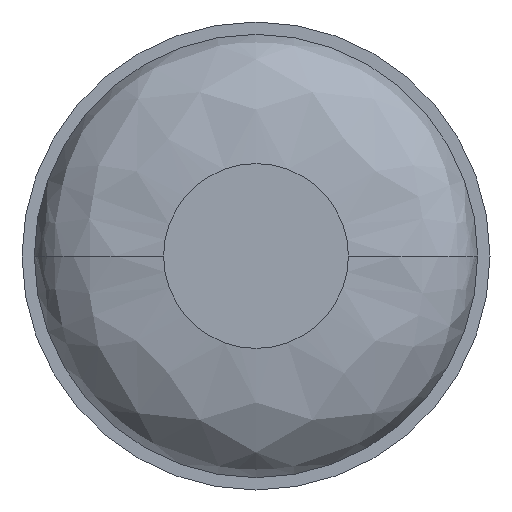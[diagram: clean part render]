
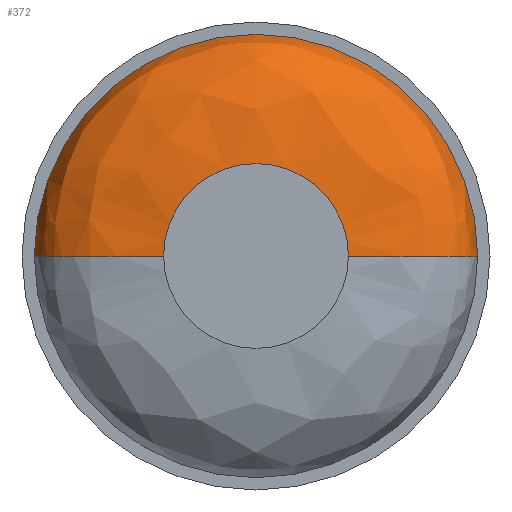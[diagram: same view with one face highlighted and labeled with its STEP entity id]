
A CAD part, left-side view. The second image highlights one B-rep face of the part: STEP entity #372.
In plain terms, the highlighted free-form (B-spline) face has degree [3, 3] with [4, 4] control points.
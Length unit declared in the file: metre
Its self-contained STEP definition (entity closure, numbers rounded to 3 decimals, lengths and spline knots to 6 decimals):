
#2 = EDGE_CURVE ( 'NONE', #128, #472, #433, .T. ) ;
#3 = CARTESIAN_POINT ( 'NONE',  ( 0.029943, -0.175432, 0.350864 ) ) ;
#30 = CARTESIAN_POINT ( 'NONE',  ( 0.08, -0.18, 0. ) ) ;
#40 = CARTESIAN_POINT ( 'NONE',  ( 0.02, -0.075, 0. ) ) ;
#44 = CARTESIAN_POINT ( 'NONE',  ( 0.08, -0.18, 0.36 ) ) ;
#45 = CARTESIAN_POINT ( 'NONE',  ( 0.08, 0.18, 0.36 ) ) ;
#51 = CARTESIAN_POINT ( 'NONE',  ( 0.02089, -0.114861, 0.229723 ) ) ;
#81 = CARTESIAN_POINT ( 'NONE',  ( 0.029943, -0.175432, 0. ) ) ;
#100 = AXIS2_PLACEMENT_3D ( 'NONE', #140, #398, #333 ) ;
#111 = CARTESIAN_POINT ( 'NONE',  ( 0.08, 0.18, 0. ) ) ;
#120 = DIRECTION ( 'NONE',  ( 0., 0., 1. ) ) ;
#126 = ORIENTED_EDGE ( 'NONE', *, *, #2, .F. ) ;
#128 = VERTEX_POINT ( 'NONE', #234 ) ;
#134 = ORIENTED_EDGE ( 'NONE', *, *, #446, .F. ) ;
#138 = CARTESIAN_POINT ( 'NONE',  ( 0.029943, 0.175432, 0. ) ) ;
#140 = CARTESIAN_POINT ( 'NONE',  ( 0.02, 0., 0. ) ) ;
#141 = CARTESIAN_POINT ( 'NONE',  ( 0.02, 0.075, 0. ) ) ;
#152 = CARTESIAN_POINT ( 'NONE',  ( 0.029943, 0.175432, 0. ) ) ;
#157 = CARTESIAN_POINT ( 'NONE',  ( 0.029943, -0.175432, 0. ) ) ;
#180 = CARTESIAN_POINT ( 'NONE',  ( 0.02, -0.075, 0. ) ) ;
#182 = CARTESIAN_POINT ( 'NONE',  ( 0.08, 0., 0. ) ) ;
#186 = FACE_OUTER_BOUND ( 'NONE', #236, .T. ) ;
#203 = EDGE_CURVE ( 'NONE', #463, #231, #284, .T. ) ;
#219 = CARTESIAN_POINT ( 'NONE',  ( 0.029943, 0.175432, 0.350864 ) ) ;
#220 = CARTESIAN_POINT ( 'NONE',  ( 0.02, -0.075, 0.15 ) ) ;
#227 = AXIS2_PLACEMENT_3D ( 'NONE', #458, #444, #120 ) ;
#230 = VERTEX_POINT ( 'NONE', #30 ) ;
#231 = VERTEX_POINT ( 'NONE', #366 ) ;
#234 = CARTESIAN_POINT ( 'NONE',  ( 0.02, 0.075, 0. ) ) ;
#236 = EDGE_LOOP ( 'NONE', ( #448, #265, #429, #126, #134 ) ) ;
#238 = DIRECTION ( 'NONE',  ( -1., 0., 0. ) ) ;
#251 = CARTESIAN_POINT ( 'NONE',  ( 0.02089, -0.114861, 0. ) ) ;
#260 = CARTESIAN_POINT ( 'NONE',  ( 0.02, 0.075, 0. ) ) ;
#265 = ORIENTED_EDGE ( 'NONE', *, *, #267, .T. ) ;
#267 = EDGE_CURVE ( 'NONE', #463, #230, #370, .T. ) ;
#269 = EDGE_CURVE ( 'NONE', #230, #472, #408, .T. ) ;
#274 = CIRCLE ( 'NONE', #227, 0.075 ) ;
#284 = CIRCLE ( 'NONE', #100, 0.075 ) ;
#297 = AXIS2_PLACEMENT_3D ( 'NONE', #182, #238, #490 ) ;
#325 = CARTESIAN_POINT ( 'NONE',  ( 0.08, -0.18, 0. ) ) ;
#333 = DIRECTION ( 'NONE',  ( 0., 0., 1. ) ) ;
#340 = CARTESIAN_POINT ( 'NONE',  ( 0.02089, 0.114861, 0. ) ) ;
#345 = CARTESIAN_POINT ( 'NONE',  ( 0.08, -0.18, 0. ) ) ;
#366 = CARTESIAN_POINT ( 'NONE',  ( 0.02, 0., 0.075 ) ) ;
#370 = B_SPLINE_CURVE_WITH_KNOTS ( 'NONE', 3,
 ( #40, #251, #81, #325 ),
 .UNSPECIFIED., .F., .F.,
 ( 4, 4 ),
 ( 0., 1. ),
 .UNSPECIFIED. ) ;
#372 = ADVANCED_FACE ( 'NONE', ( #186 ), #431, .T. ) ;
#373 = CARTESIAN_POINT ( 'NONE',  ( 0.08, 0.18, 0. ) ) ;
#374 = CARTESIAN_POINT ( 'NONE',  ( 0.02089, 0.114861, 0.229723 ) ) ;
#379 = CARTESIAN_POINT ( 'NONE',  ( 0.02, 0.075, 0.15 ) ) ;
#394 = CARTESIAN_POINT ( 'NONE',  ( 0.02089, 0.114861, 0. ) ) ;
#397 = CARTESIAN_POINT ( 'NONE',  ( 0.08, 0.18, 0. ) ) ;
#398 = DIRECTION ( 'NONE',  ( -1., 0., 0. ) ) ;
#408 = CIRCLE ( 'NONE', #297, 0.18 ) ;
#409 = CARTESIAN_POINT ( 'NONE',  ( 0.02, -0.075, 0. ) ) ;
#429 = ORIENTED_EDGE ( 'NONE', *, *, #269, .T. ) ;
#431 =( BOUNDED_SURFACE ( )  B_SPLINE_SURFACE ( 3, 3, ( 
 ( #409, #220, #379, #260 ),
 ( #462, #51, #374, #340 ),
 ( #157, #3, #219, #152 ),
 ( #345, #44, #45, #373 ) ),
 .UNSPECIFIED., .F., .F., .F. ) 
 B_SPLINE_SURFACE_WITH_KNOTS ( ( 4, 4 ),
 ( 4, 4 ),
 ( 0., 1. ),
 ( 0., 1. ),
 .UNSPECIFIED. ) 
 GEOMETRIC_REPRESENTATION_ITEM ( )  RATIONAL_B_SPLINE_SURFACE ( (
 ( 1., 0.333, 0.333, 1.),
 ( 1., 0.333, 0.333, 1.),
 ( 1., 0.333, 0.333, 1.),
 ( 1., 0.333, 0.333, 1.) ) ) 
 REPRESENTATION_ITEM ( '' )  SURFACE ( )  );
#433 = B_SPLINE_CURVE_WITH_KNOTS ( 'NONE', 3,
 ( #141, #394, #138, #111 ),
 .UNSPECIFIED., .F., .F.,
 ( 4, 4 ),
 ( 0., 1. ),
 .UNSPECIFIED. ) ;
#444 = DIRECTION ( 'NONE',  ( -1., 0., 0. ) ) ;
#446 = EDGE_CURVE ( 'NONE', #231, #128, #274, .T. ) ;
#448 = ORIENTED_EDGE ( 'NONE', *, *, #203, .F. ) ;
#458 = CARTESIAN_POINT ( 'NONE',  ( 0.02, 0., 0. ) ) ;
#462 = CARTESIAN_POINT ( 'NONE',  ( 0.02089, -0.114861, 0. ) ) ;
#463 = VERTEX_POINT ( 'NONE', #180 ) ;
#472 = VERTEX_POINT ( 'NONE', #397 ) ;
#490 = DIRECTION ( 'NONE',  ( 0., 0., 1. ) ) ;
